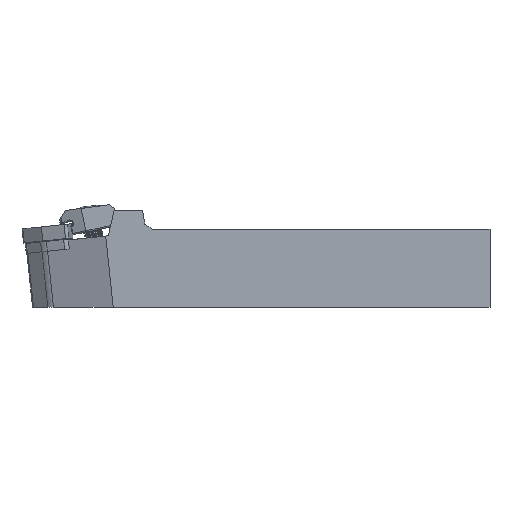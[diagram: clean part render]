
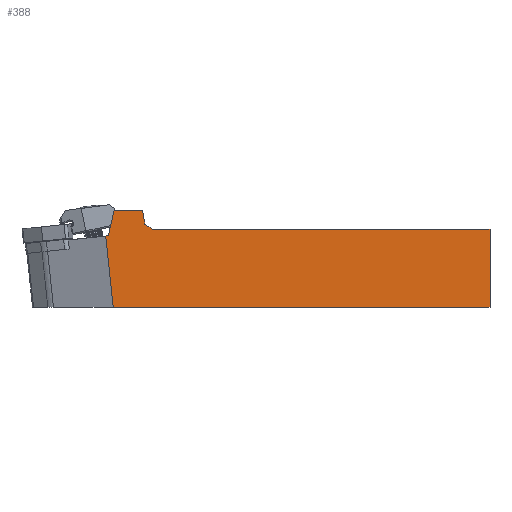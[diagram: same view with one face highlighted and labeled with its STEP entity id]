
A CAD part, front view. The second image highlights one B-rep face of the part: STEP entity #388.
In plain terms, the highlighted planar face has unit normal (0, -1, 0).
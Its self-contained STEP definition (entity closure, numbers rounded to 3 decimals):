
#388=ADVANCED_FACE('',(#646),#565,.T.);
#565=PLANE('',#3225);
#646=FACE_OUTER_BOUND('',#815,.T.);
#815=EDGE_LOOP('',(#1480,#1481,#1482,#1483,#1484,#1485,#1486,#1487,#1488));
#1009=LINE('',#4323,#1234);
#1016=LINE('',#4341,#1241);
#1021=LINE('',#4350,#1246);
#1022=LINE('',#4352,#1247);
#1023=LINE('',#4354,#1248);
#1024=LINE('',#4356,#1249);
#1025=LINE('',#4358,#1250);
#1026=LINE('',#4360,#1251);
#1027=LINE('',#4362,#1252);
#1234=VECTOR('',#3521,1.);
#1241=VECTOR('',#3534,1.);
#1246=VECTOR('',#3543,1.);
#1247=VECTOR('',#3544,1.);
#1248=VECTOR('',#3545,1.);
#1249=VECTOR('',#3546,1.);
#1250=VECTOR('',#3547,1.);
#1251=VECTOR('',#3548,1.);
#1252=VECTOR('',#3549,1.);
#1480=ORIENTED_EDGE('',*,*,#2681,.F.);
#1481=ORIENTED_EDGE('',*,*,#2690,.T.);
#1482=ORIENTED_EDGE('',*,*,#2695,.T.);
#1483=ORIENTED_EDGE('',*,*,#2696,.T.);
#1484=ORIENTED_EDGE('',*,*,#2697,.T.);
#1485=ORIENTED_EDGE('',*,*,#2698,.T.);
#1486=ORIENTED_EDGE('',*,*,#2699,.F.);
#1487=ORIENTED_EDGE('',*,*,#2700,.T.);
#1488=ORIENTED_EDGE('',*,*,#2701,.F.);
#2385=VERTEX_POINT('',#4322);
#2386=VERTEX_POINT('',#4324);
#2393=VERTEX_POINT('',#4340);
#2396=VERTEX_POINT('',#4351);
#2397=VERTEX_POINT('',#4353);
#2398=VERTEX_POINT('',#4355);
#2399=VERTEX_POINT('',#4357);
#2400=VERTEX_POINT('',#4359);
#2401=VERTEX_POINT('',#4361);
#2681=EDGE_CURVE('',#2385,#2386,#1009,.T.);
#2690=EDGE_CURVE('',#2385,#2393,#1016,.T.);
#2695=EDGE_CURVE('',#2393,#2396,#1021,.T.);
#2696=EDGE_CURVE('',#2396,#2397,#1022,.T.);
#2697=EDGE_CURVE('',#2397,#2398,#1023,.T.);
#2698=EDGE_CURVE('',#2398,#2399,#1024,.T.);
#2699=EDGE_CURVE('',#2400,#2399,#1025,.T.);
#2700=EDGE_CURVE('',#2400,#2401,#1026,.T.);
#2701=EDGE_CURVE('',#2386,#2401,#1027,.T.);
#3225=AXIS2_PLACEMENT_3D('',#4363,#3550,#3551);
#3521=DIRECTION('',(1.,0.,0.));
#3534=DIRECTION('',(-0.216,0.,-0.976));
#3543=DIRECTION('',(-0.995,0.,-0.105));
#3544=DIRECTION('',(0.105,0.,-0.995));
#3545=DIRECTION('',(1.,0.,0.));
#3546=DIRECTION('',(0.,0.,1.));
#3547=DIRECTION('',(1.,0.,0.));
#3548=DIRECTION('',(-0.819,0.,0.574));
#3549=DIRECTION('',(0.174,0.,-0.985));
#3550=DIRECTION('',(0.,-1.,0.));
#3551=DIRECTION('',(1.,0.,0.));
#4322=CARTESIAN_POINT('',(29.861,-12.5,6.));
#4323=CARTESIAN_POINT('',(0.,-12.5,6.));
#4324=CARTESIAN_POINT('',(38.942,-12.5,6.));
#4340=CARTESIAN_POINT('',(28.056,-12.5,-2.139));
#4341=CARTESIAN_POINT('',(21.911,-12.5,-29.858));
#4350=CARTESIAN_POINT('',(-2.07,-12.5,-5.305));
#4351=CARTESIAN_POINT('',(27.208,-12.5,-2.228));
#4352=CARTESIAN_POINT('',(31.357,-12.5,-41.711));
#4353=CARTESIAN_POINT('',(29.601,-12.5,-25.));
#4354=CARTESIAN_POINT('',(0.,-12.5,-25.));
#4355=CARTESIAN_POINT('',(150.,-12.5,-25.));
#4356=CARTESIAN_POINT('',(150.,-12.5,-25.));
#4357=CARTESIAN_POINT('',(150.,-12.5,0.));
#4358=CARTESIAN_POINT('',(0.,-12.5,0.));
#4359=CARTESIAN_POINT('',(42.,-12.5,0.));
#4360=CARTESIAN_POINT('',(39.718,-12.5,1.598));
#4361=CARTESIAN_POINT('',(39.718,-12.5,1.598));
#4362=CARTESIAN_POINT('',(43.069,-12.5,-17.406));
#4363=CARTESIAN_POINT('',(0.,-12.5,-25.));
